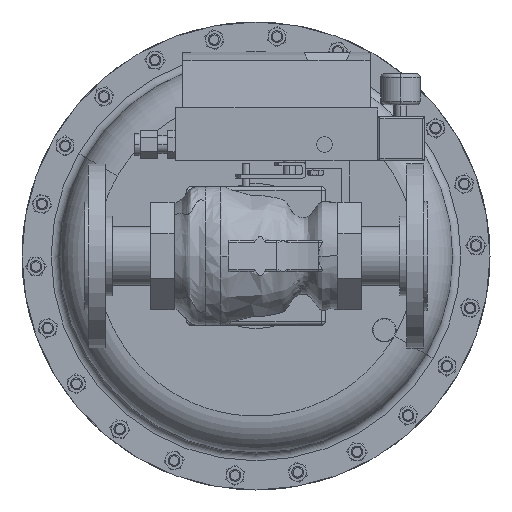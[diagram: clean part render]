
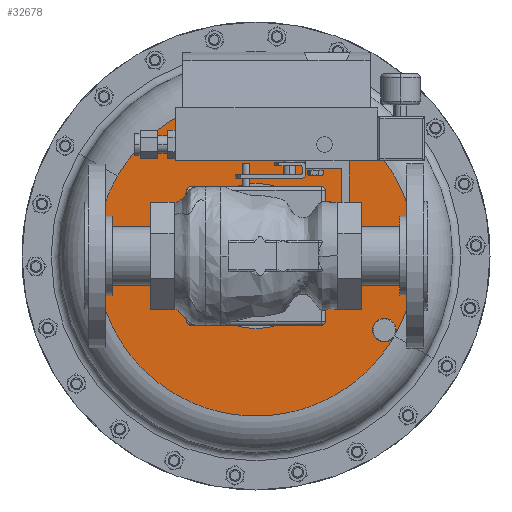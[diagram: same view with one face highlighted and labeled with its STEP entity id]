
A CAD part, front view. The second image highlights one B-rep face of the part: STEP entity #32678.
In plain terms, the highlighted planar face has unit normal (0, -1, 0).
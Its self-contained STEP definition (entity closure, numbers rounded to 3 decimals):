
#39 = CIRCLE ( 'NONE', #20920, 5.125 ) ;
#76 = DIRECTION ( 'NONE',  ( 0., 0., -1. ) ) ;
#1644 = CIRCLE ( 'NONE', #40685, 2.325 ) ;
#3068 = CARTESIAN_POINT ( 'NONE',  ( 0., 8.918, 0. ) ) ;
#3364 = AXIS2_PLACEMENT_3D ( 'NONE', #55632, #27879, #76 ) ;
#3777 = DIRECTION ( 'NONE',  ( 0.866, 0., -0.5 ) ) ;
#7261 = VERTEX_POINT ( 'NONE', #9794 ) ;
#7760 = DIRECTION ( 'NONE',  ( 0., 0., -1. ) ) ;
#9552 = ORIENTED_EDGE ( 'NONE', *, *, #49894, .T. ) ;
#9794 = CARTESIAN_POINT ( 'NONE',  ( 0., 8.918, -2.325 ) ) ;
#10967 = PLANE ( 'NONE',  #39108 ) ;
#11294 = EDGE_CURVE ( 'NONE', #16209, #26119, #39, .T. ) ;
#12846 = CARTESIAN_POINT ( 'NONE',  ( 3.789, 8.918, -2.188 ) ) ;
#12916 = ORIENTED_EDGE ( 'NONE', *, *, #38372, .T. ) ;
#13859 = CIRCLE ( 'NONE', #39192, 5.125 ) ;
#14209 = CARTESIAN_POINT ( 'NONE',  ( -4.438, 8.918, 2.563 ) ) ;
#15064 = EDGE_CURVE ( 'NONE', #28799, #7261, #51373, .T. ) ;
#15939 = ORIENTED_EDGE ( 'NONE', *, *, #33837, .T. ) ;
#16209 = VERTEX_POINT ( 'NONE', #14209 ) ;
#16527 = DIRECTION ( 'NONE',  ( 0., 1., 0. ) ) ;
#17820 = ORIENTED_EDGE ( 'NONE', *, *, #11294, .F. ) ;
#19699 = ORIENTED_EDGE ( 'NONE', *, *, #35232, .F. ) ;
#20419 = DIRECTION ( 'NONE',  ( 0., 1., 0. ) ) ;
#20678 = DIRECTION ( 'NONE',  ( 0., -1., 0. ) ) ;
#20920 = AXIS2_PLACEMENT_3D ( 'NONE', #44317, #16527, #48984 ) ;
#22888 = ORIENTED_EDGE ( 'NONE', *, *, #15064, .T. ) ;
#24716 = DIRECTION ( 'NONE',  ( 0., 1., 0. ) ) ;
#24929 = AXIS2_PLACEMENT_3D ( 'NONE', #48191, #20419, #52837 ) ;
#26119 = VERTEX_POINT ( 'NONE', #37560 ) ;
#27704 = CIRCLE ( 'NONE', #31900, 0.375 ) ;
#27879 = DIRECTION ( 'NONE',  ( 0., 1., 0. ) ) ;
#28799 = VERTEX_POINT ( 'NONE', #58283 ) ;
#30047 = FACE_BOUND ( 'NONE', #49712, .T. ) ;
#31559 = DIRECTION ( 'NONE',  ( 0., 1., 0. ) ) ;
#31900 = AXIS2_PLACEMENT_3D ( 'NONE', #59299, #31559, #3777 ) ;
#32218 = CIRCLE ( 'NONE', #24929, 0.375 ) ;
#32678 = ADVANCED_FACE ( 'NONE', ( #30047, #39450 ), #10967, .T. ) ;
#33837 = EDGE_CURVE ( 'NONE', #7261, #28799, #1644, .T. ) ;
#35232 = EDGE_CURVE ( 'NONE', #26119, #16209, #13859, .T. ) ;
#35527 = DIRECTION ( 'NONE',  ( 0., 1., 0. ) ) ;
#37560 = CARTESIAN_POINT ( 'NONE',  ( 4.438, 8.918, -2.563 ) ) ;
#38372 = EDGE_CURVE ( 'NONE', #26119, #46628, #27704, .T. ) ;
#39108 = AXIS2_PLACEMENT_3D ( 'NONE', #57537, #20678, #53079 ) ;
#39192 = AXIS2_PLACEMENT_3D ( 'NONE', #52452, #24716, #57105 ) ;
#39450 = FACE_OUTER_BOUND ( 'NONE', #50356, .T. ) ;
#40685 = AXIS2_PLACEMENT_3D ( 'NONE', #3068, #35527, #7760 ) ;
#44317 = CARTESIAN_POINT ( 'NONE',  ( 0., 8.918, 0. ) ) ;
#46628 = VERTEX_POINT ( 'NONE', #12846 ) ;
#48191 = CARTESIAN_POINT ( 'NONE',  ( 4.114, 8.918, -2.375 ) ) ;
#48984 = DIRECTION ( 'NONE',  ( 0.866, 0., -0.5 ) ) ;
#49712 = EDGE_LOOP ( 'NONE', ( #15939, #22888 ) ) ;
#49894 = EDGE_CURVE ( 'NONE', #46628, #26119, #32218, .T. ) ;
#50356 = EDGE_LOOP ( 'NONE', ( #19699, #12916, #9552, #17820 ) ) ;
#51373 = CIRCLE ( 'NONE', #3364, 2.325 ) ;
#52452 = CARTESIAN_POINT ( 'NONE',  ( 0., 8.918, 0. ) ) ;
#52837 = DIRECTION ( 'NONE',  ( 0.866, 0., -0.5 ) ) ;
#53079 = DIRECTION ( 'NONE',  ( -0.866, 0., 0.5 ) ) ;
#55632 = CARTESIAN_POINT ( 'NONE',  ( 0., 8.918, 0. ) ) ;
#57105 = DIRECTION ( 'NONE',  ( 0.866, 0., -0.5 ) ) ;
#57537 = CARTESIAN_POINT ( 'NONE',  ( -2.563, 8.918, -4.438 ) ) ;
#58283 = CARTESIAN_POINT ( 'NONE',  ( 0., 8.918, 2.325 ) ) ;
#59299 = CARTESIAN_POINT ( 'NONE',  ( 4.114, 8.918, -2.375 ) ) ;
